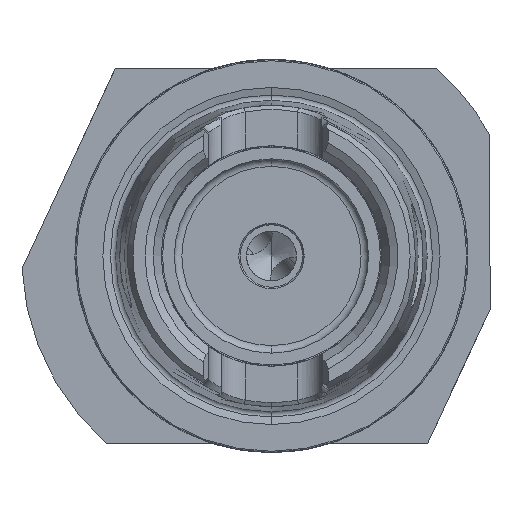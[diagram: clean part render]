
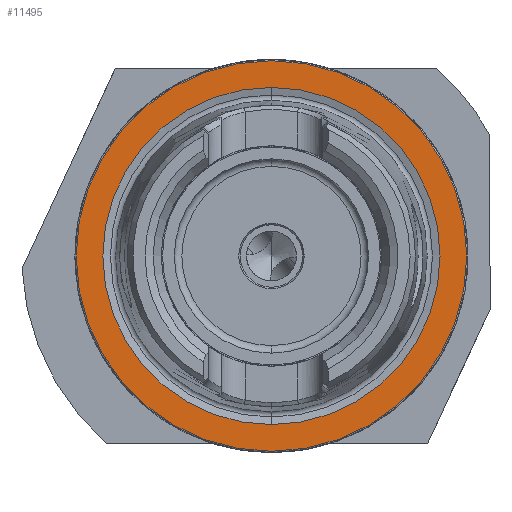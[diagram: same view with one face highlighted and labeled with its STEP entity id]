
A CAD part, left-side view. The second image highlights one B-rep face of the part: STEP entity #11495.
In plain terms, the highlighted planar face has unit normal (-1, 0, 0).
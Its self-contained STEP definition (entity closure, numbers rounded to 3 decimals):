
#18 = ORIENTED_EDGE ( 'NONE', *, *, #8276, .F. ) ;
#856 = EDGE_CURVE ( 'NONE', #1303, #2174, #1364, .T. ) ;
#1119 = VERTEX_POINT ( 'NONE', #7773 ) ;
#1303 = VERTEX_POINT ( 'NONE', #5818 ) ;
#1364 = CIRCLE ( 'NONE', #9845, 27. ) ;
#1608 = PLANE ( 'NONE',  #5459 ) ;
#1638 = DIRECTION ( 'NONE',  ( 0., 0., 1. ) ) ;
#1675 = DIRECTION ( 'NONE',  ( -1., 0., 0. ) ) ;
#1716 = CARTESIAN_POINT ( 'NONE',  ( 0., 0., 0. ) ) ;
#1931 = EDGE_LOOP ( 'NONE', ( #4331, #2022 ) ) ;
#2022 = ORIENTED_EDGE ( 'NONE', *, *, #4564, .T. ) ;
#2074 = AXIS2_PLACEMENT_3D ( 'NONE', #7377, #7156, #7280 ) ;
#2174 = VERTEX_POINT ( 'NONE', #3587 ) ;
#2275 = DIRECTION ( 'NONE',  ( 0., 0., 1. ) ) ;
#2356 = CARTESIAN_POINT ( 'NONE',  ( 0., 0., 0. ) ) ;
#2491 = EDGE_CURVE ( 'NONE', #4817, #1119, #2988, .T. ) ;
#2845 = AXIS2_PLACEMENT_3D ( 'NONE', #1716, #1675, #1638 ) ;
#2988 = CIRCLE ( 'NONE', #2074, 31.275 ) ;
#3122 = CIRCLE ( 'NONE', #2845, 31.275 ) ;
#3587 = CARTESIAN_POINT ( 'NONE',  ( 0., 0., -27. ) ) ;
#3949 = DIRECTION ( 'NONE',  ( 1., 0., 0. ) ) ;
#4331 = ORIENTED_EDGE ( 'NONE', *, *, #2491, .T. ) ;
#4381 = CARTESIAN_POINT ( 'NONE',  ( 0., 31.275, 0. ) ) ;
#4564 = EDGE_CURVE ( 'NONE', #1119, #4817, #3122, .T. ) ;
#4817 = VERTEX_POINT ( 'NONE', #10619 ) ;
#4913 = AXIS2_PLACEMENT_3D ( 'NONE', #10720, #10657, #10638 ) ;
#5314 = FACE_OUTER_BOUND ( 'NONE', #1931, .T. ) ;
#5459 = AXIS2_PLACEMENT_3D ( 'NONE', #4381, #3949, #9486 ) ;
#5818 = CARTESIAN_POINT ( 'NONE',  ( 0., 0., 27. ) ) ;
#7156 = DIRECTION ( 'NONE',  ( -1., 0., 0. ) ) ;
#7280 = DIRECTION ( 'NONE',  ( 0., 0., 1. ) ) ;
#7377 = CARTESIAN_POINT ( 'NONE',  ( 0., 0., 0. ) ) ;
#7501 = FACE_BOUND ( 'NONE', #11821, .T. ) ;
#7773 = CARTESIAN_POINT ( 'NONE',  ( 0., 0., -31.275 ) ) ;
#8276 = EDGE_CURVE ( 'NONE', #2174, #1303, #8666, .T. ) ;
#8666 = CIRCLE ( 'NONE', #4913, 27. ) ;
#9486 = DIRECTION ( 'NONE',  ( 0., 0., -1. ) ) ;
#9845 = AXIS2_PLACEMENT_3D ( 'NONE', #2356, #11885, #2275 ) ;
#10619 = CARTESIAN_POINT ( 'NONE',  ( 0., 0., 31.275 ) ) ;
#10638 = DIRECTION ( 'NONE',  ( 0., 0., 1. ) ) ;
#10657 = DIRECTION ( 'NONE',  ( -1., 0., 0. ) ) ;
#10720 = CARTESIAN_POINT ( 'NONE',  ( 0., 0., 0. ) ) ;
#11017 = ORIENTED_EDGE ( 'NONE', *, *, #856, .F. ) ;
#11495 = ADVANCED_FACE ( 'NONE', ( #7501, #5314 ), #1608, .F. ) ;
#11821 = EDGE_LOOP ( 'NONE', ( #11017, #18 ) ) ;
#11885 = DIRECTION ( 'NONE',  ( -1., 0., 0. ) ) ;
